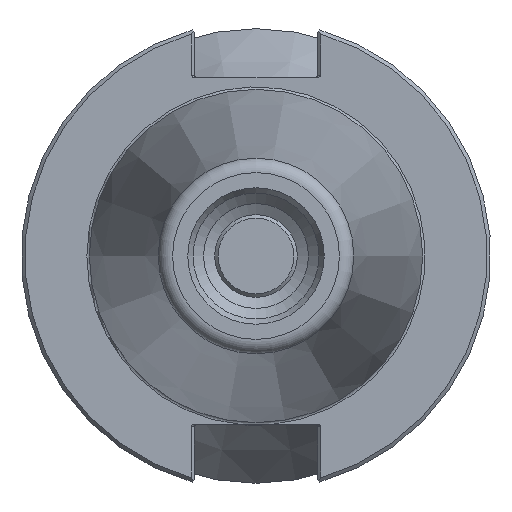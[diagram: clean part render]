
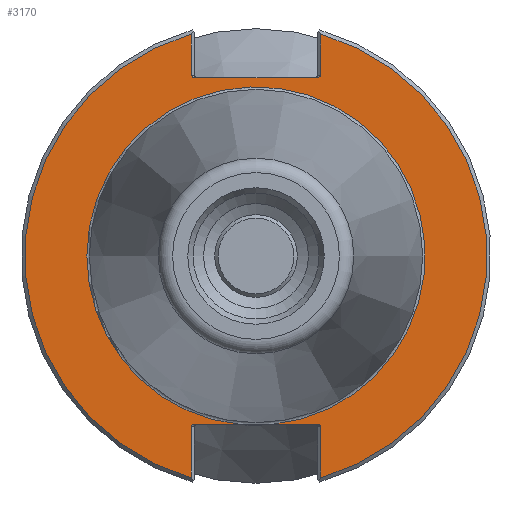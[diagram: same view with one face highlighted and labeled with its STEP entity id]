
A CAD part, left-side view. The second image highlights one B-rep face of the part: STEP entity #3170.
In plain terms, the highlighted planar face has unit normal (-1, 0, 0).
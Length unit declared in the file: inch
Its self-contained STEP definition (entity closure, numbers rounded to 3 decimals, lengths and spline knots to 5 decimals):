
#2525=CARTESIAN_POINT('',(0.125,-0.50422,1.472));
#2526=VERTEX_POINT('',#2525);
#2533=CARTESIAN_POINT('',(0.125,-0.5325,1.492));
#2534=VERTEX_POINT('',#2533);
#2535=CARTESIAN_POINT('',(0.125,-0.50422,1.492));
#2536=DIRECTION('',(-1.0,0.0,0.0));
#2537=DIRECTION('',(0.0,-1.0,0.0));
#2538=AXIS2_PLACEMENT_3D('',#2535,#2536,#2537);
#2539=ELLIPSE('',#2538,0.02828,0.02);
#2540=EDGE_CURVE('',#2526,#2534,#2539,.T.);
#2590=CARTESIAN_POINT('',(0.125,-0.5325,1.83167));
#2591=VERTEX_POINT('',#2590);
#2592=CARTESIAN_POINT('',(0.125,-0.5325,1.492));
#2593=DIRECTION('',(0.0,0.0,1.0));
#2594=VECTOR('',#2593,0.33967);
#2595=LINE('',#2592,#2594);
#2596=EDGE_CURVE('',#2534,#2591,#2595,.T.);
#2679=CARTESIAN_POINT('',(0.125,0.50422,-1.388));
#2680=VERTEX_POINT('',#2679);
#2687=CARTESIAN_POINT('',(0.125,0.5325,-1.408));
#2688=VERTEX_POINT('',#2687);
#2689=CARTESIAN_POINT('',(0.125,0.50422,-1.408));
#2690=DIRECTION('',(-1.0,0.0,0.0));
#2691=DIRECTION('',(0.0,1.0,0.0));
#2692=AXIS2_PLACEMENT_3D('',#2689,#2690,#2691);
#2693=ELLIPSE('',#2692,0.02828,0.02);
#2694=EDGE_CURVE('',#2680,#2688,#2693,.T.);
#2744=CARTESIAN_POINT('',(0.125,0.5325,-1.83167));
#2745=VERTEX_POINT('',#2744);
#2746=CARTESIAN_POINT('',(0.125,0.5325,-1.408));
#2747=DIRECTION('',(0.0,0.0,-1.0));
#2748=VECTOR('',#2747,0.42367);
#2749=LINE('',#2746,#2748);
#2750=EDGE_CURVE('',#2688,#2745,#2749,.T.);
#2775=CARTESIAN_POINT('',(0.125,-0.5325,-1.408));
#2776=VERTEX_POINT('',#2775);
#2777=CARTESIAN_POINT('',(0.125,-0.50422,-1.388));
#2778=VERTEX_POINT('',#2777);
#2779=CARTESIAN_POINT('',(0.125,-0.50422,-1.408));
#2780=DIRECTION('',(-1.0,0.0,0.0));
#2781=DIRECTION('',(0.0,-1.0,0.0));
#2782=AXIS2_PLACEMENT_3D('',#2779,#2780,#2781);
#2783=ELLIPSE('',#2782,0.02828,0.02);
#2784=EDGE_CURVE('',#2776,#2778,#2783,.T.);
#2882=CARTESIAN_POINT('',(0.125,-0.5325,-1.83167));
#2883=VERTEX_POINT('',#2882);
#2890=CARTESIAN_POINT('',(0.125,-0.5325,-1.83167));
#2891=DIRECTION('',(0.0,0.0,1.0));
#2892=VECTOR('',#2891,0.42367);
#2893=LINE('',#2890,#2892);
#2894=EDGE_CURVE('',#2883,#2776,#2893,.T.);
#2936=CARTESIAN_POINT('',(0.125,0.5325,1.492));
#2937=VERTEX_POINT('',#2936);
#2944=CARTESIAN_POINT('',(0.125,0.50422,1.472));
#2945=VERTEX_POINT('',#2944);
#2946=CARTESIAN_POINT('',(0.125,0.50422,1.492));
#2947=DIRECTION('',(-1.0,0.0,0.0));
#2948=DIRECTION('',(0.0,1.0,0.0));
#2949=AXIS2_PLACEMENT_3D('',#2946,#2947,#2948);
#2950=ELLIPSE('',#2949,0.02828,0.02);
#2951=EDGE_CURVE('',#2937,#2945,#2950,.T.);
#3036=CARTESIAN_POINT('',(0.125,0.5325,1.83167));
#3037=VERTEX_POINT('',#3036);
#3044=CARTESIAN_POINT('',(0.125,0.5325,1.83167));
#3045=DIRECTION('',(0.0,0.0,-1.0));
#3046=VECTOR('',#3045,0.33967);
#3047=LINE('',#3044,#3046);
#3048=EDGE_CURVE('',#3037,#2937,#3047,.T.);
#3083=CARTESIAN_POINT('',(0.125,-0.13957,-1.388));
#3084=VERTEX_POINT('',#3083);
#3085=CARTESIAN_POINT('',(0.125,0.13957,-1.388));
#3086=VERTEX_POINT('',#3085);
#3101=CARTESIAN_POINT('',(0.125,0.0,0.0));
#3102=DIRECTION('',(-1.0,0.0,0.0));
#3103=DIRECTION('',(0.0,-1.0,0.0));
#3104=AXIS2_PLACEMENT_3D('',#3101,#3102,#3103);
#3105=CIRCLE('',#3104,1.395);
#3106=EDGE_CURVE('',#3084,#3086,#3105,.T.);
#3122=CARTESIAN_POINT('',(0.125,1.65625,0.0));
#3123=DIRECTION('',(-1.0,0.0,0.0));
#3124=DIRECTION('',(0.0,0.0,1.0));
#3125=AXIS2_PLACEMENT_3D('',#3122,#3123,#3124);
#3126=PLANE('',#3125);
#3127=ORIENTED_EDGE('',*,*,#3106,.F.);
#3128=CARTESIAN_POINT('',(0.125,-0.50422,-1.388));
#3129=DIRECTION('',(0.0,1.0,0.0));
#3130=VECTOR('',#3129,0.36464);
#3131=LINE('',#3128,#3130);
#3132=EDGE_CURVE('',#2778,#3084,#3131,.T.);
#3133=ORIENTED_EDGE('',*,*,#3132,.F.);
#3134=ORIENTED_EDGE('',*,*,#2784,.F.);
#3135=ORIENTED_EDGE('',*,*,#2894,.F.);
#3136=CARTESIAN_POINT('',(0.125,0.0,0.0));
#3137=DIRECTION('',(1.0,0.0,0.0));
#3138=DIRECTION('',(0.0,-1.0,0.0));
#3139=AXIS2_PLACEMENT_3D('',#3136,#3137,#3138);
#3140=CIRCLE('',#3139,1.9075);
#3141=EDGE_CURVE('',#2591,#2883,#3140,.T.);
#3142=ORIENTED_EDGE('',*,*,#3141,.F.);
#3143=ORIENTED_EDGE('',*,*,#2596,.F.);
#3144=ORIENTED_EDGE('',*,*,#2540,.F.);
#3145=CARTESIAN_POINT('',(0.125,0.50422,1.472));
#3146=DIRECTION('',(0.0,-1.0,0.0));
#3147=VECTOR('',#3146,1.00843);
#3148=LINE('',#3145,#3147);
#3149=EDGE_CURVE('',#2945,#2526,#3148,.T.);
#3150=ORIENTED_EDGE('',*,*,#3149,.F.);
#3151=ORIENTED_EDGE('',*,*,#2951,.F.);
#3152=ORIENTED_EDGE('',*,*,#3048,.F.);
#3153=CARTESIAN_POINT('',(0.125,0.0,0.0));
#3154=DIRECTION('',(1.0,0.0,0.0));
#3155=DIRECTION('',(0.0,1.0,0.0));
#3156=AXIS2_PLACEMENT_3D('',#3153,#3154,#3155);
#3157=CIRCLE('',#3156,1.9075);
#3158=EDGE_CURVE('',#2745,#3037,#3157,.T.);
#3159=ORIENTED_EDGE('',*,*,#3158,.F.);
#3160=ORIENTED_EDGE('',*,*,#2750,.F.);
#3161=ORIENTED_EDGE('',*,*,#2694,.F.);
#3162=CARTESIAN_POINT('',(0.125,0.13957,-1.388));
#3163=DIRECTION('',(0.0,1.0,0.0));
#3164=VECTOR('',#3163,0.36464);
#3165=LINE('',#3162,#3164);
#3166=EDGE_CURVE('',#3086,#2680,#3165,.T.);
#3167=ORIENTED_EDGE('',*,*,#3166,.F.);
#3168=EDGE_LOOP('',(#3127,#3133,#3134,#3135,#3142,#3143,#3144,#3150,#3151,#3152,#3159,#3160,#3161,#3167));
#3169=FACE_OUTER_BOUND('',#3168,.T.);
#3170=ADVANCED_FACE('',(#3169),#3126,.T.);
